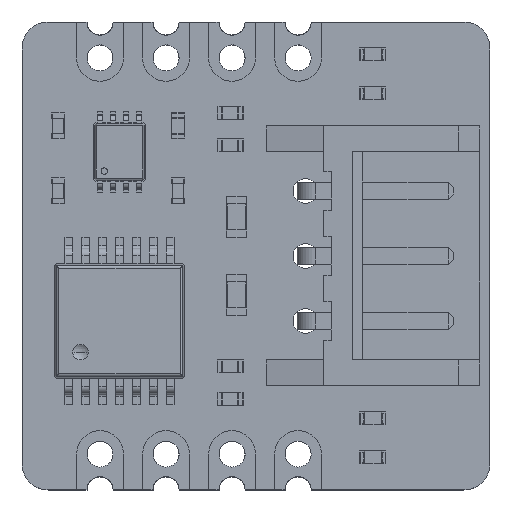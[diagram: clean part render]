
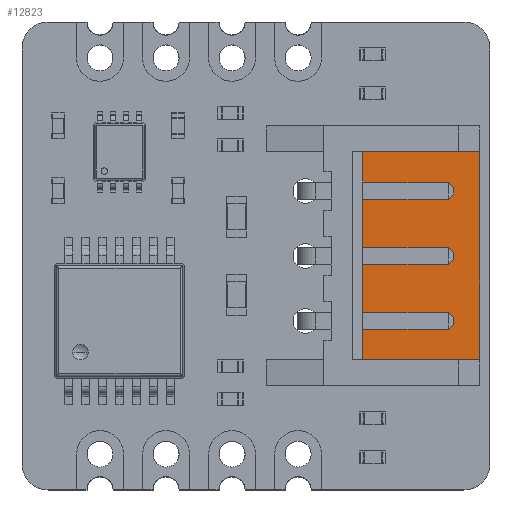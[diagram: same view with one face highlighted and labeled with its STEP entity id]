
A CAD part, top view. The second image highlights one B-rep face of the part: STEP entity #12823.
In plain terms, the highlighted planar face has unit normal (0, 0, 1).
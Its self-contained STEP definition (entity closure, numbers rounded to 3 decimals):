
#10503 = PLANE('',#10504);
#10504 = AXIS2_PLACEMENT_3D('',#10505,#10506,#10507);
#10505 = CARTESIAN_POINT('',(2.5,6.7,0.862));
#10506 = DIRECTION('',(0.,1.,0.));
#10507 = DIRECTION('',(0.,0.,1.));
#10557 = PLANE('',#10558);
#10558 = AXIS2_PLACEMENT_3D('',#10559,#10560,#10561);
#10559 = CARTESIAN_POINT('',(2.5,2.2,1.852));
#10560 = DIRECTION('',(0.,1.,0.));
#10561 = DIRECTION('',(0.,0.,-1.));
#10725 = VERTEX_POINT('',#10726);
#10726 = CARTESIAN_POINT('',(7.05,2.2,0.85));
#10740 = PLANE('',#10741);
#10741 = AXIS2_PLACEMENT_3D('',#10742,#10743,#10744);
#10742 = CARTESIAN_POINT('',(7.05,6.7,1.35));
#10743 = DIRECTION('',(1.,0.,0.));
#10744 = DIRECTION('',(0.,0.,-1.));
#10752 = EDGE_CURVE('',#10725,#10753,#10755,.T.);
#10753 = VERTEX_POINT('',#10754);
#10754 = CARTESIAN_POINT('',(-2.05,2.2,0.85));
#10755 = SURFACE_CURVE('',#10756,(#10760,#10767),.PCURVE_S1.);
#10756 = LINE('',#10757,#10758);
#10757 = CARTESIAN_POINT('',(7.05,2.2,0.85));
#10758 = VECTOR('',#10759,1.);
#10759 = DIRECTION('',(-1.,0.,0.));
#10760 = PCURVE('',#10557,#10761);
#10761 = DEFINITIONAL_REPRESENTATION('',(#10762),#10766);
#10762 = LINE('',#10763,#10764);
#10763 = CARTESIAN_POINT('',(1.002,-4.55));
#10764 = VECTOR('',#10765,1.);
#10765 = DIRECTION('',(0.,1.));
#10766 = ( GEOMETRIC_REPRESENTATION_CONTEXT(2) 
PARAMETRIC_REPRESENTATION_CONTEXT() REPRESENTATION_CONTEXT('2D SPACE',''
  ) );
#10767 = PCURVE('',#10768,#10773);
#10768 = PLANE('',#10769);
#10769 = AXIS2_PLACEMENT_3D('',#10770,#10771,#10772);
#10770 = CARTESIAN_POINT('',(7.05,6.7,0.85));
#10771 = DIRECTION('',(0.,0.,-1.));
#10772 = DIRECTION('',(-1.,0.,0.));
#10773 = DEFINITIONAL_REPRESENTATION('',(#10774),#10778);
#10774 = LINE('',#10775,#10776);
#10775 = CARTESIAN_POINT('',(-0.,-4.5));
#10776 = VECTOR('',#10777,1.);
#10777 = DIRECTION('',(1.,0.));
#10778 = ( GEOMETRIC_REPRESENTATION_CONTEXT(2) 
PARAMETRIC_REPRESENTATION_CONTEXT() REPRESENTATION_CONTEXT('2D SPACE',''
  ) );
#10796 = PLANE('',#10797);
#10797 = AXIS2_PLACEMENT_3D('',#10798,#10799,#10800);
#10798 = CARTESIAN_POINT('',(-2.05,6.7,0.85));
#10799 = DIRECTION('',(-1.,0.,0.));
#10800 = DIRECTION('',(0.,0.,1.));
#11883 = VERTEX_POINT('',#11884);
#11884 = CARTESIAN_POINT('',(-2.05,6.7,0.85));
#11905 = EDGE_CURVE('',#11906,#11883,#11908,.T.);
#11906 = VERTEX_POINT('',#11907);
#11907 = CARTESIAN_POINT('',(7.05,6.7,0.85));
#11908 = SURFACE_CURVE('',#11909,(#11913,#11920),.PCURVE_S1.);
#11909 = LINE('',#11910,#11911);
#11910 = CARTESIAN_POINT('',(7.05,6.7,0.85));
#11911 = VECTOR('',#11912,1.);
#11912 = DIRECTION('',(-1.,0.,0.));
#11913 = PCURVE('',#10503,#11914);
#11914 = DEFINITIONAL_REPRESENTATION('',(#11915),#11919);
#11915 = LINE('',#11916,#11917);
#11916 = CARTESIAN_POINT('',(-0.012,4.55));
#11917 = VECTOR('',#11918,1.);
#11918 = DIRECTION('',(0.,-1.));
#11919 = ( GEOMETRIC_REPRESENTATION_CONTEXT(2) 
PARAMETRIC_REPRESENTATION_CONTEXT() REPRESENTATION_CONTEXT('2D SPACE',''
  ) );
#11920 = PCURVE('',#10768,#11921);
#11921 = DEFINITIONAL_REPRESENTATION('',(#11922),#11926);
#11922 = LINE('',#11923,#11924);
#11923 = CARTESIAN_POINT('',(0.,0.));
#11924 = VECTOR('',#11925,1.);
#11925 = DIRECTION('',(1.,0.));
#11926 = ( GEOMETRIC_REPRESENTATION_CONTEXT(2) 
PARAMETRIC_REPRESENTATION_CONTEXT() REPRESENTATION_CONTEXT('2D SPACE',''
  ) );
#12775 = EDGE_CURVE('',#11906,#10725,#12776,.T.);
#12776 = SURFACE_CURVE('',#12777,(#12781,#12788),.PCURVE_S1.);
#12777 = LINE('',#12778,#12779);
#12778 = CARTESIAN_POINT('',(7.05,6.7,0.85));
#12779 = VECTOR('',#12780,1.);
#12780 = DIRECTION('',(-0.,-1.,0.));
#12781 = PCURVE('',#10740,#12782);
#12782 = DEFINITIONAL_REPRESENTATION('',(#12783),#12787);
#12783 = LINE('',#12784,#12785);
#12784 = CARTESIAN_POINT('',(0.5,0.));
#12785 = VECTOR('',#12786,1.);
#12786 = DIRECTION('',(0.,-1.));
#12787 = ( GEOMETRIC_REPRESENTATION_CONTEXT(2) 
PARAMETRIC_REPRESENTATION_CONTEXT() REPRESENTATION_CONTEXT('2D SPACE',''
  ) );
#12788 = PCURVE('',#10768,#12789);
#12789 = DEFINITIONAL_REPRESENTATION('',(#12790),#12794);
#12790 = LINE('',#12791,#12792);
#12791 = CARTESIAN_POINT('',(0.,0.));
#12792 = VECTOR('',#12793,1.);
#12793 = DIRECTION('',(0.,-1.));
#12794 = ( GEOMETRIC_REPRESENTATION_CONTEXT(2) 
PARAMETRIC_REPRESENTATION_CONTEXT() REPRESENTATION_CONTEXT('2D SPACE',''
  ) );
#12823 = ADVANCED_FACE('',(#12824),#10768,.F.);
#12824 = FACE_BOUND('',#12825,.F.);
#12825 = EDGE_LOOP('',(#12826,#12827,#12828,#12849));
#12826 = ORIENTED_EDGE('',*,*,#12775,.T.);
#12827 = ORIENTED_EDGE('',*,*,#10752,.T.);
#12828 = ORIENTED_EDGE('',*,*,#12829,.F.);
#12829 = EDGE_CURVE('',#11883,#10753,#12830,.T.);
#12830 = SURFACE_CURVE('',#12831,(#12835,#12842),.PCURVE_S1.);
#12831 = LINE('',#12832,#12833);
#12832 = CARTESIAN_POINT('',(-2.05,6.7,0.85));
#12833 = VECTOR('',#12834,1.);
#12834 = DIRECTION('',(-0.,-1.,0.));
#12835 = PCURVE('',#10768,#12836);
#12836 = DEFINITIONAL_REPRESENTATION('',(#12837),#12841);
#12837 = LINE('',#12838,#12839);
#12838 = CARTESIAN_POINT('',(9.1,0.));
#12839 = VECTOR('',#12840,1.);
#12840 = DIRECTION('',(0.,-1.));
#12841 = ( GEOMETRIC_REPRESENTATION_CONTEXT(2) 
PARAMETRIC_REPRESENTATION_CONTEXT() REPRESENTATION_CONTEXT('2D SPACE',''
  ) );
#12842 = PCURVE('',#10796,#12843);
#12843 = DEFINITIONAL_REPRESENTATION('',(#12844),#12848);
#12844 = LINE('',#12845,#12846);
#12845 = CARTESIAN_POINT('',(0.,0.));
#12846 = VECTOR('',#12847,1.);
#12847 = DIRECTION('',(0.,-1.));
#12848 = ( GEOMETRIC_REPRESENTATION_CONTEXT(2) 
PARAMETRIC_REPRESENTATION_CONTEXT() REPRESENTATION_CONTEXT('2D SPACE',''
  ) );
#12849 = ORIENTED_EDGE('',*,*,#11905,.F.);
